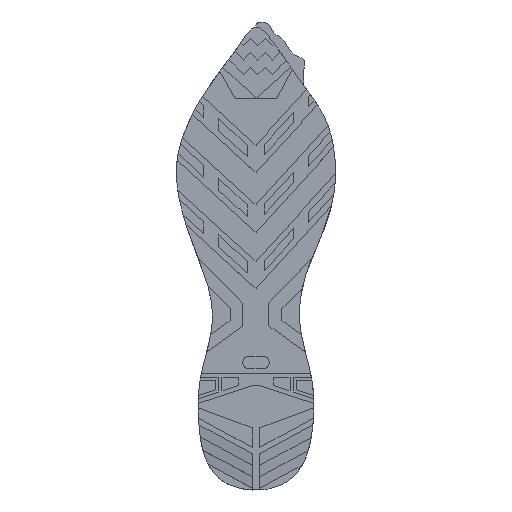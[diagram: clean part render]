
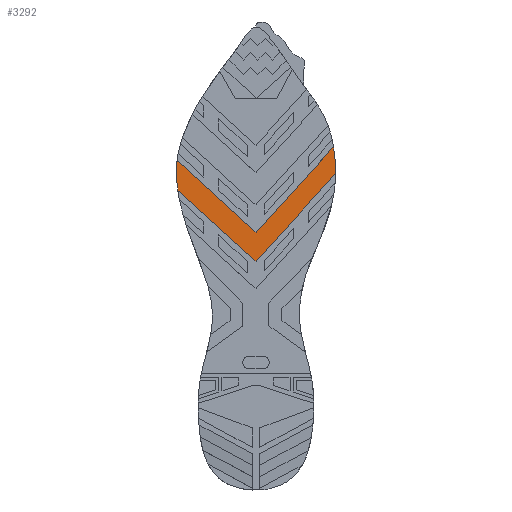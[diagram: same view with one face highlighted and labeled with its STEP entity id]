
A CAD part, top view. The second image highlights one B-rep face of the part: STEP entity #3292.
In plain terms, the highlighted face is planar.
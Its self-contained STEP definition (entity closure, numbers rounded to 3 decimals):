
#12 = DIRECTION ( 'NONE',  ( 0., 0., -1. ) ) ;
#372 = CARTESIAN_POINT ( 'NONE',  ( -55.013, 3., -100.256 ) ) ;
#377 = EDGE_CURVE ( 'NONE', #4506, #4256, #1106, .T. ) ;
#444 = AXIS2_PLACEMENT_3D ( 'NONE', #1024, #4620, #12 ) ;
#854 = EDGE_LOOP ( 'NONE', ( #4431, #3509, #3048, #2433, #3685, #4783 ) ) ;
#875 = CARTESIAN_POINT ( 'NONE',  ( -54.991, 3., -98.622 ) ) ;
#942 = DIRECTION ( 'NONE',  ( -0.74, 0., 0.673 ) ) ;
#1010 = EDGE_CURVE ( 'NONE', #1894, #4506, #1852, .T. ) ;
#1024 = CARTESIAN_POINT ( 'NONE',  ( 0., 3., 0. ) ) ;
#1062 = CARTESIAN_POINT ( 'NONE',  ( 18.986, 3., -17.263 ) ) ;
#1106 = LINE ( 'NONE', #3067, #2118 ) ;
#1445 = CARTESIAN_POINT ( 'NONE',  ( -54.991, 3., -98.622 ) ) ;
#1527 = DIRECTION ( 'NONE',  ( 0.673, 0., 0.74 ) ) ;
#1686 = VECTOR ( 'NONE', #1527, 1000. ) ;
#1852 = B_SPLINE_CURVE_WITH_KNOTS ( 'NONE', 3,
 ( #875, #372, #4969, #5698, #4601 ),
 .UNSPECIFIED., .F., .F.,
 ( 4, 1, 4 ),
 ( 0.838, 0.843, 0.855 ),
 .UNSPECIFIED. ) ;
#1894 = VERTEX_POINT ( 'NONE', #1445 ) ;
#1897 = EDGE_CURVE ( 'NONE', #3742, #2788, #5748, .T. ) ;
#2042 = VERTEX_POINT ( 'NONE', #6206 ) ;
#2118 = VECTOR ( 'NONE', #4702, 1000. ) ;
#2433 = ORIENTED_EDGE ( 'NONE', *, *, #377, .T. ) ;
#2473 = FACE_OUTER_BOUND ( 'NONE', #854, .T. ) ;
#2492 = CARTESIAN_POINT ( 'NONE',  ( 54.401, 3., -89.592 ) ) ;
#2561 = CARTESIAN_POINT ( 'NONE',  ( -28.986, 3., -31.879 ) ) ;
#2788 = VERTEX_POINT ( 'NONE', #5836 ) ;
#3001 = CARTESIAN_POINT ( 'NONE',  ( 55.105, 3., -102.894 ) ) ;
#3048 = ORIENTED_EDGE ( 'NONE', *, *, #1010, .T. ) ;
#3067 = CARTESIAN_POINT ( 'NONE',  ( 28.986, 3., -26.356 ) ) ;
#3150 = LINE ( 'NONE', #1062, #1686 ) ;
#3292 = ADVANCED_FACE ( 'NONE', ( #2473 ), #6020, .T. ) ;
#3307 = LINE ( 'NONE', #6286, #5119 ) ;
#3509 = ORIENTED_EDGE ( 'NONE', *, *, #4624, .F. ) ;
#3685 = ORIENTED_EDGE ( 'NONE', *, *, #5935, .F. ) ;
#3712 = CARTESIAN_POINT ( 'NONE',  ( 54.551, 3., -107.835 ) ) ;
#3742 = VERTEX_POINT ( 'NONE', #3712 ) ;
#3847 = VECTOR ( 'NONE', #942, 1000. ) ;
#4033 = LINE ( 'NONE', #2561, #3847 ) ;
#4256 = VERTEX_POINT ( 'NONE', #5970 ) ;
#4343 = DIRECTION ( 'NONE',  ( 0.74, 0., -0.673 ) ) ;
#4431 = ORIENTED_EDGE ( 'NONE', *, *, #5139, .F. ) ;
#4506 = VERTEX_POINT ( 'NONE', #5555 ) ;
#4534 = CARTESIAN_POINT ( 'NONE',  ( 54.096, 3., -87.331 ) ) ;
#4601 = CARTESIAN_POINT ( 'NONE',  ( -53.596, 3., -117.179 ) ) ;
#4620 = DIRECTION ( 'NONE',  ( 0., -1., 0. ) ) ;
#4624 = EDGE_CURVE ( 'NONE', #1894, #2042, #3150, .T. ) ;
#4702 = DIRECTION ( 'NONE',  ( 0.673, 0., 0.74 ) ) ;
#4783 = ORIENTED_EDGE ( 'NONE', *, *, #1897, .T. ) ;
#4969 = CARTESIAN_POINT ( 'NONE',  ( -54.95, 3., -106.378 ) ) ;
#5034 = CARTESIAN_POINT ( 'NONE',  ( 55.059, 3., -95.959 ) ) ;
#5064 = CARTESIAN_POINT ( 'NONE',  ( 54.551, 3., -107.835 ) ) ;
#5119 = VECTOR ( 'NONE', #4343, 1000. ) ;
#5139 = EDGE_CURVE ( 'NONE', #2042, #2788, #3307, .T. ) ;
#5534 = CARTESIAN_POINT ( 'NONE',  ( 54.589, 3., -107.512 ) ) ;
#5555 = CARTESIAN_POINT ( 'NONE',  ( -53.596, 3., -117.179 ) ) ;
#5698 = CARTESIAN_POINT ( 'NONE',  ( -54.34, 3., -112.681 ) ) ;
#5748 = B_SPLINE_CURVE_WITH_KNOTS ( 'NONE', 3,
 ( #5064, #5534, #3001, #5034, #2492, #4534 ),
 .UNSPECIFIED., .F., .F.,
 ( 4, 1, 1, 4 ),
 ( 0.151, 0.152, 0.167, 0.175 ),
 .UNSPECIFIED. ) ;
#5836 = CARTESIAN_POINT ( 'NONE',  ( 54.096, 3., -87.331 ) ) ;
#5935 = EDGE_CURVE ( 'NONE', #3742, #4256, #4033, .T. ) ;
#5970 = CARTESIAN_POINT ( 'NONE',  ( 0., 3., -58.234 ) ) ;
#6020 = PLANE ( 'NONE',  #444 ) ;
#6206 = CARTESIAN_POINT ( 'NONE',  ( 0., 3., -38.144 ) ) ;
#6286 = CARTESIAN_POINT ( 'NONE',  ( -18.986, 3., -20.88 ) ) ;
